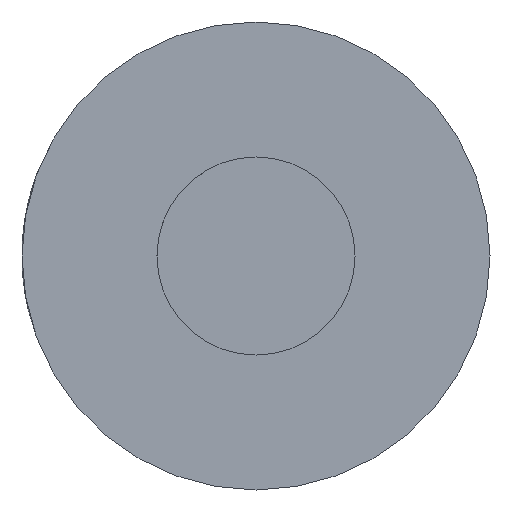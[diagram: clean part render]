
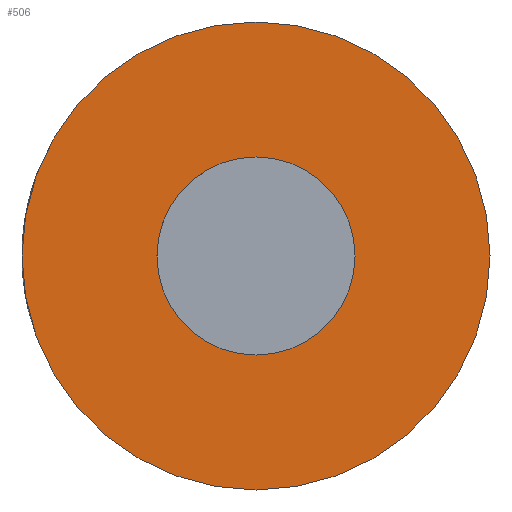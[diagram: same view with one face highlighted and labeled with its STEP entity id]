
A CAD part, front view. The second image highlights one B-rep face of the part: STEP entity #506.
In plain terms, the highlighted planar face has unit normal (0, -1, 0).
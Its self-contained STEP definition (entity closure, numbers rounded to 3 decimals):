
#32 = CARTESIAN_POINT ( 'NONE',  ( 0., 0., 0. ) ) ;
#67 = CARTESIAN_POINT ( 'NONE',  ( 0., 0., 0. ) ) ;
#72 = DIRECTION ( 'NONE',  ( 0., -1., 0. ) ) ;
#73 = DIRECTION ( 'NONE',  ( 0., 0., -1. ) ) ;
#74 = CARTESIAN_POINT ( 'NONE',  ( 0., 0., 0. ) ) ;
#75 = DIRECTION ( 'NONE',  ( 0., 1., 0. ) ) ;
#76 = DIRECTION ( 'NONE',  ( 0., 0., 1. ) ) ;
#89 = CIRCLE ( 'NONE', #131, 7.5 ) ;
#94 = CIRCLE ( 'NONE', #137, 7.5 ) ;
#95 = CIRCLE ( 'NONE', #130, 3.175 ) ;
#101 = VERTEX_POINT ( 'NONE', #188 ) ;
#104 = VERTEX_POINT ( 'NONE', #191 ) ;
#118 = EDGE_CURVE ( 'NONE', #202, #201, #95, .T. ) ;
#119 = EDGE_CURVE ( 'NONE', #104, #101, #89, .T. ) ;
#124 = EDGE_CURVE ( 'NONE', #101, #104, #94, .T. ) ;
#130 = AXIS2_PLACEMENT_3D ( 'NONE', #67, #72, #73 ) ;
#131 = AXIS2_PLACEMENT_3D ( 'NONE', #74, #75, #76 ) ;
#137 = AXIS2_PLACEMENT_3D ( 'NONE', #32, #514, #515 ) ;
#142 = AXIS2_PLACEMENT_3D ( 'NONE', #585, #588, #589 ) ;
#149 = AXIS2_PLACEMENT_3D ( 'NONE', #426, #446, #447 ) ;
#176 = EDGE_CURVE ( 'NONE', #201, #202, #301, .T. ) ;
#188 = CARTESIAN_POINT ( 'NONE',  ( 0., 0., -7.5 ) ) ;
#191 = CARTESIAN_POINT ( 'NONE',  ( 0., 0., 7.5 ) ) ;
#201 = VERTEX_POINT ( 'NONE', #415 ) ;
#202 = VERTEX_POINT ( 'NONE', #416 ) ;
#242 = EDGE_LOOP ( 'NONE', ( #266, #267 ) ) ;
#246 = EDGE_LOOP ( 'NONE', ( #268, #269 ) ) ;
#266 = ORIENTED_EDGE ( 'NONE', *, *, #118, .F. ) ;
#267 = ORIENTED_EDGE ( 'NONE', *, *, #176, .F. ) ;
#268 = ORIENTED_EDGE ( 'NONE', *, *, #124, .F. ) ;
#269 = ORIENTED_EDGE ( 'NONE', *, *, #119, .F. ) ;
#301 = CIRCLE ( 'NONE', #142, 3.175 ) ;
#319 = FACE_BOUND ( 'NONE', #242, .T. ) ;
#328 = FACE_OUTER_BOUND ( 'NONE', #246, .T. ) ;
#415 = CARTESIAN_POINT ( 'NONE',  ( 0., 0., 3.175 ) ) ;
#416 = CARTESIAN_POINT ( 'NONE',  ( 0., 0., -3.175 ) ) ;
#426 = CARTESIAN_POINT ( 'NONE',  ( 0., 0., 0. ) ) ;
#436 = PLANE ( 'NONE',  #149 ) ;
#446 = DIRECTION ( 'NONE',  ( 0., 1., 0. ) ) ;
#447 = DIRECTION ( 'NONE',  ( 0., 0., 1. ) ) ;
#506 = ADVANCED_FACE ( 'NONE', ( #319, #328 ), #436, .F. ) ;
#514 = DIRECTION ( 'NONE',  ( 0., 1., 0. ) ) ;
#515 = DIRECTION ( 'NONE',  ( 0., 0., 1. ) ) ;
#585 = CARTESIAN_POINT ( 'NONE',  ( 0., 0., 0. ) ) ;
#588 = DIRECTION ( 'NONE',  ( 0., -1., 0. ) ) ;
#589 = DIRECTION ( 'NONE',  ( 0., 0., -1. ) ) ;
